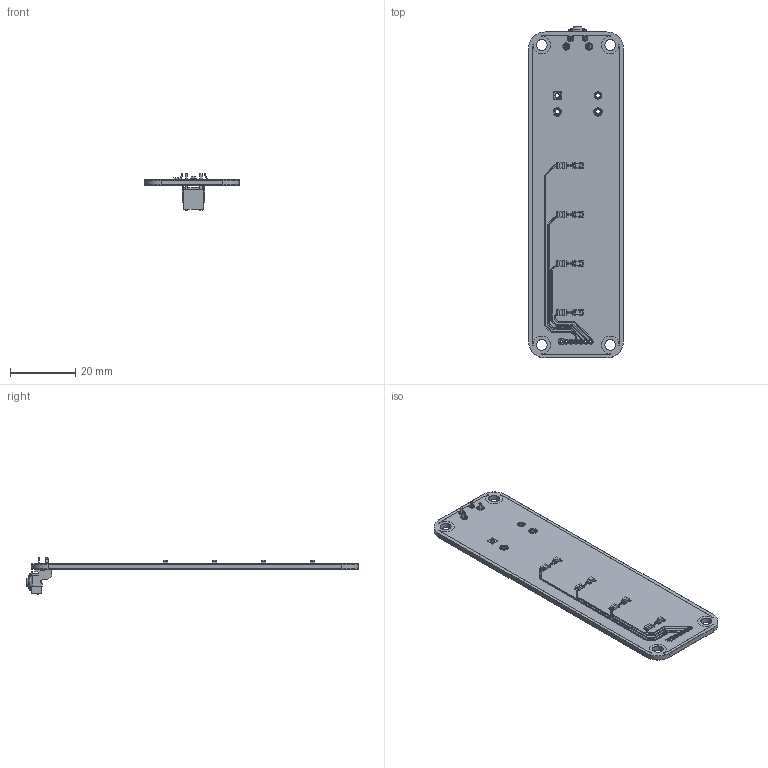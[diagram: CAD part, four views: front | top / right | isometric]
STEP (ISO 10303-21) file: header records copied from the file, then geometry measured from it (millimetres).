
FILE_DESCRIPTION(/* description */ (''),/* implementation_level */ '2;1');
FILE_NAME(/* name */ 'V5_FrontPanelPCB v6.step',/* time_stamp */ '2023-02-27T16:16:54-05:00',/* author */ (''),/* organization */ (''),/* preprocessor_version */ 'ST-DEVELOPER v19.2',/* originating_system */ 'Autodesk Translation Framework v11.17.0.187',/* authorisation */ '');
FILE_SCHEMA (('AUTOMOTIVE_DESIGN { 1 0 10303 214 3 1 1 }'));
Length unit declared in the file: millimetre
Products named in the file (18): V5_FrontPanelPCB; Board; Packages; LEDC2012X110N_FLAT-G; Model; LEDC2012X110N_FLAT-R; Model (1); S7BZRLFSN; SW_1437565-3; 1571610-2; LEDC2012X110N_FLAT-Y; Model (2); RESC2012X65; STAND-OFF; 1-copper; 16-copper; 1-soldermask; 16-soldermask
Assembly tree (24 placements, depth 4):
  V5_FrontPanelPCB
    Board
    Packages
      LEDC2012X110N_FLAT-G
        Model
      LEDC2012X110N_FLAT-R
        Model (1)
      S7BZRLFSN
      SW_1437565-3
      1571610-2
      LEDC2012X110N_FLAT-Y  x2
        Model (2)
      RESC2012X65  x4
      STAND-OFF  x4
    1-copper
    16-copper
    1-soldermask
    16-soldermask
Bounding box: 29 x 101.84 x 11.2 mm (x, y, z)
Volume: 4802.5 mm3; surface area: 23295.3 mm2
Topology: 117 solids, 117 shells, 2328 faces, 5843 edges, 3767 vertices
Faces by surface type: plane 1687, cylinder 506, sphere 128, torus 6, cone 1
Full cylindrical faces by diameter (mm): 0.63 x35, 0.7 x28, 0.93 x10, 1 x12, 1.23 x10, 1.3 x8, 1.33 x20, 1.4 x16, 3.302 x12, 4.1 x1
Entity records: 64115 total; most frequent: CARTESIAN_POINT 11047, ORIENTED_EDGE 10774, DIRECTION 10500, EDGE_CURVE 5387, LINE 4540, VECTOR 4540, VERTEX_POINT 3527, AXIS2_PLACEMENT_3D 2980
